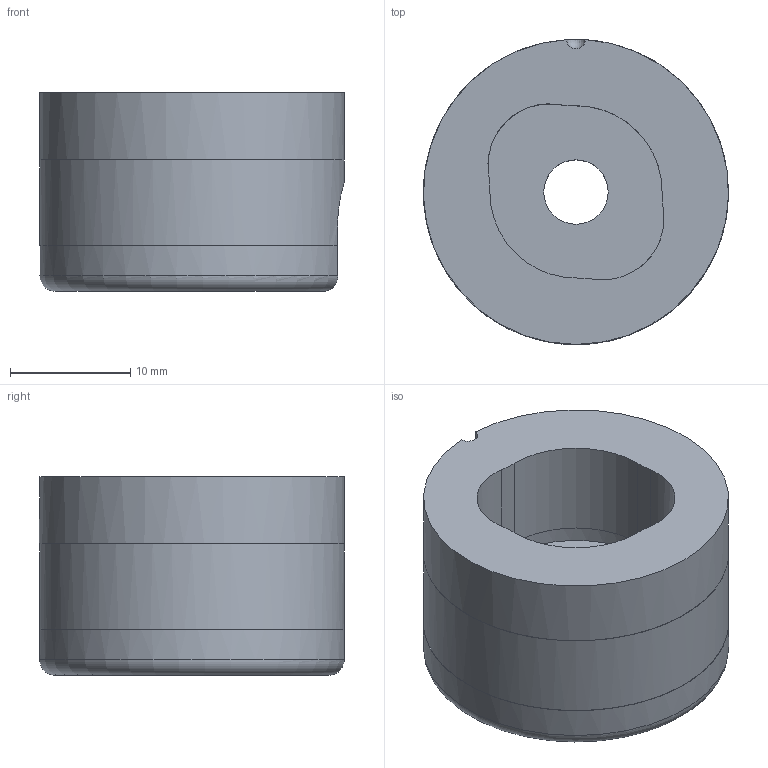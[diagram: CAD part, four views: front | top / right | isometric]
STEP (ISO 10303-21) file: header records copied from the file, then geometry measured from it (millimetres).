
FILE_DESCRIPTION(/* description */ (''),/* implementation_level */ '2;1');
FILE_NAME(/* name */ 'MH107-1A.stp',/* time_stamp */ '2017-05-05T17:58:45-04:00',/* author */ ('aneininger'),/* organization */ (''),/* preprocessor_version */ 'ST-DEVELOPER v16.5',/* originating_system */ 'Autodesk Inventor 2017',/* authorisation */ '');
FILE_SCHEMA (('AUTOMOTIVE_DESIGN { 1 0 10303 214 3 1 1 }'));
Length unit declared in the file: inch
Products named in the file (1): MH107-1A
Bounding box: 25.39 x 25.4 x 16.51 mm (x, y, z)
Volume: 6160.9 mm3; surface area: 2935.9 mm2
Topology: 1 solids, 1 shells, 25 faces, 62 edges, 41 vertices
Faces by surface type: cylinder 15, plane 7, bspline 1, torus 1, sphere 1
Full cylindrical faces by diameter (mm): 5.359 x1, 16.51 x1, 25.349 x1, 25.4 x1
Entity records: 849 total; most frequent: CARTESIAN_POINT 195, DIRECTION 136, ORIENTED_EDGE 108, AXIS2_PLACEMENT_3D 61, EDGE_CURVE 54, VERTEX_POINT 37, CIRCLE 36, EDGE_LOOP 33
